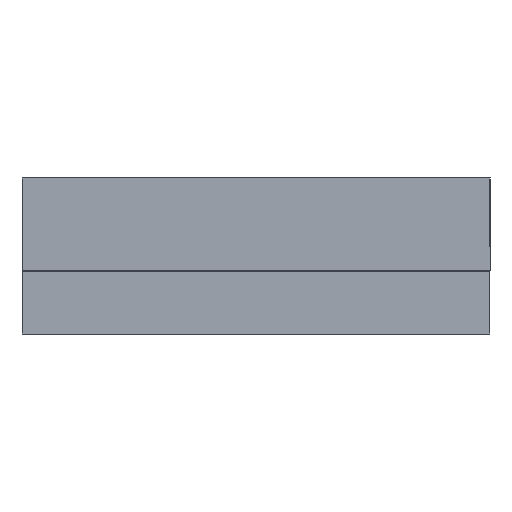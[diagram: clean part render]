
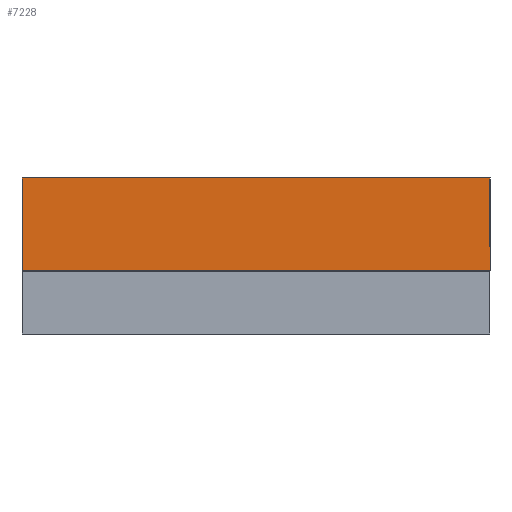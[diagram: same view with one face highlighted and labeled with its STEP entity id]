
A CAD part, front view. The second image highlights one B-rep face of the part: STEP entity #7228.
In plain terms, the highlighted planar face has unit normal (0, -1, 0).
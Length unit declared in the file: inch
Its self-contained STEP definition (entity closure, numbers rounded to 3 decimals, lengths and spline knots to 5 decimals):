
#7086=CARTESIAN_POINT('',(-3.,-0.125,0.591));
#7087=VERTEX_POINT('',#7086);
#7088=CARTESIAN_POINT('',(3.,-0.125,0.591));
#7089=VERTEX_POINT('',#7088);
#7090=CARTESIAN_POINT('',(-3.,-0.125,0.591));
#7091=DIRECTION('',(1.0,0.0,0.0));
#7092=VECTOR('',#7091,6.);
#7093=LINE('',#7090,#7092);
#7094=EDGE_CURVE('',#7087,#7089,#7093,.T.);
#7126=CARTESIAN_POINT('',(3.,-0.125,-0.591));
#7127=VERTEX_POINT('',#7126);
#7128=CARTESIAN_POINT('',(3.,-0.125,0.591));
#7129=DIRECTION('',(0.0,0.0,-1.0));
#7130=VECTOR('',#7129,1.182);
#7131=LINE('',#7128,#7130);
#7132=EDGE_CURVE('',#7089,#7127,#7131,.T.);
#7157=CARTESIAN_POINT('',(-3.,-0.125,-0.591));
#7158=VERTEX_POINT('',#7157);
#7159=CARTESIAN_POINT('',(3.,-0.125,-0.591));
#7160=DIRECTION('',(-1.0,0.0,0.0));
#7161=VECTOR('',#7160,6.);
#7162=LINE('',#7159,#7161);
#7163=EDGE_CURVE('',#7127,#7158,#7162,.T.);
#7188=CARTESIAN_POINT('',(-3.,-0.125,-0.591));
#7189=DIRECTION('',(0.0,0.0,1.0));
#7190=VECTOR('',#7189,1.182);
#7191=LINE('',#7188,#7190);
#7192=EDGE_CURVE('',#7158,#7087,#7191,.T.);
#7217=CARTESIAN_POINT('',(0.,-0.125,0.));
#7218=DIRECTION('',(0.0,1.0,0.0));
#7219=DIRECTION('',(0.0,0.0,1.0));
#7220=AXIS2_PLACEMENT_3D('',#7217,#7218,#7219);
#7221=PLANE('',#7220);
#7222=ORIENTED_EDGE('',*,*,#7094,.F.);
#7223=ORIENTED_EDGE('',*,*,#7192,.F.);
#7224=ORIENTED_EDGE('',*,*,#7163,.F.);
#7225=ORIENTED_EDGE('',*,*,#7132,.F.);
#7226=EDGE_LOOP('',(#7222,#7223,#7224,#7225));
#7227=FACE_OUTER_BOUND('',#7226,.T.);
#7228=ADVANCED_FACE('',(#7227),#7221,.F.);
